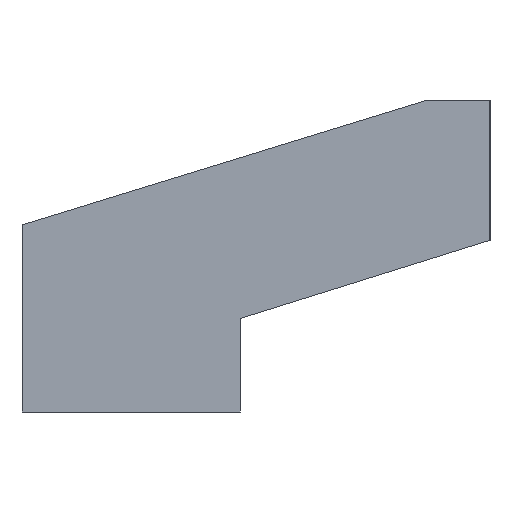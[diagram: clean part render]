
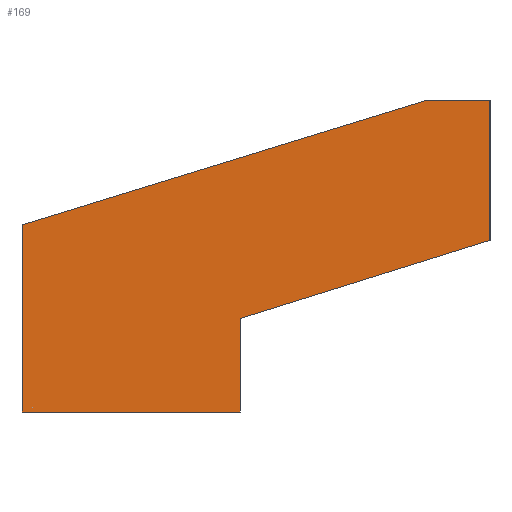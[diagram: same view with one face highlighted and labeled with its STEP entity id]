
A CAD part, left-side view. The second image highlights one B-rep face of the part: STEP entity #169.
In plain terms, the highlighted planar face has unit normal (-1, 0, 0).
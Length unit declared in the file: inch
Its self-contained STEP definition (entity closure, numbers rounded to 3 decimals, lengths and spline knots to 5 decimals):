
#23=FACE_OUTER_BOUND('',#32,.T.);
#32=EDGE_LOOP('',(#145,#146,#147,#148,#149,#150,#151));
#33=LINE('',#238,#54);
#37=LINE('',#246,#58);
#40=LINE('',#252,#61);
#43=LINE('',#258,#64);
#46=LINE('',#264,#67);
#49=LINE('',#270,#70);
#52=LINE('',#275,#73);
#54=VECTOR('',#197,0.3937);
#58=VECTOR('',#203,0.3937);
#61=VECTOR('',#208,0.3937);
#64=VECTOR('',#213,0.3937);
#67=VECTOR('',#218,0.3937);
#70=VECTOR('',#223,0.3937);
#73=VECTOR('',#228,0.3937);
#75=VERTEX_POINT('',#236);
#76=VERTEX_POINT('',#237);
#79=VERTEX_POINT('',#245);
#81=VERTEX_POINT('',#251);
#83=VERTEX_POINT('',#257);
#85=VERTEX_POINT('',#263);
#87=VERTEX_POINT('',#269);
#89=EDGE_CURVE('',#75,#76,#33,.T.);
#93=EDGE_CURVE('',#76,#79,#37,.T.);
#96=EDGE_CURVE('',#81,#79,#40,.T.);
#99=EDGE_CURVE('',#83,#81,#43,.T.);
#102=EDGE_CURVE('',#85,#83,#46,.T.);
#105=EDGE_CURVE('',#87,#85,#49,.T.);
#108=EDGE_CURVE('',#75,#87,#52,.T.);
#145=ORIENTED_EDGE('',*,*,#108,.F.);
#146=ORIENTED_EDGE('',*,*,#89,.T.);
#147=ORIENTED_EDGE('',*,*,#93,.T.);
#148=ORIENTED_EDGE('',*,*,#96,.F.);
#149=ORIENTED_EDGE('',*,*,#99,.F.);
#150=ORIENTED_EDGE('',*,*,#102,.F.);
#151=ORIENTED_EDGE('',*,*,#105,.F.);
#160=PLANE('',#192);
#169=ADVANCED_FACE('',(#23),#160,.F.);
#192=AXIS2_PLACEMENT_3D('',#278,#232,#233);
#197=DIRECTION('',(0.,-1.,0.));
#203=DIRECTION('',(0.,0.,1.));
#208=DIRECTION('',(0.,0.954,-0.298));
#213=DIRECTION('',(0.,0.,-1.));
#218=DIRECTION('',(0.,-1.,0.));
#223=DIRECTION('',(0.,-0.956,0.294));
#228=DIRECTION('',(0.,0.,1.));
#232=DIRECTION('center_axis',(1.,0.,0.));
#233=DIRECTION('ref_axis',(0.,0.,-1.));
#236=CARTESIAN_POINT('',(0.,0.,0.));
#237=CARTESIAN_POINT('',(0.,-3.5,0.));
#238=CARTESIAN_POINT('',(0.,0.,0.));
#245=CARTESIAN_POINT('',(0.,-3.5,1.5));
#246=CARTESIAN_POINT('',(0.,-3.5,0.));
#251=CARTESIAN_POINT('',(0.,-7.5,2.75));
#252=CARTESIAN_POINT('',(0.,-7.5,2.75));
#257=CARTESIAN_POINT('',(0.,-7.5,5.));
#258=CARTESIAN_POINT('',(0.,-7.5,5.));
#263=CARTESIAN_POINT('',(0.,-6.5,5.));
#264=CARTESIAN_POINT('',(0.,-6.5,5.));
#269=CARTESIAN_POINT('',(0.,0.,3.));
#270=CARTESIAN_POINT('',(0.,0.,3.));
#275=CARTESIAN_POINT('',(0.,0.,0.));
#278=CARTESIAN_POINT('Origin',(0.,-3.75,2.5));
